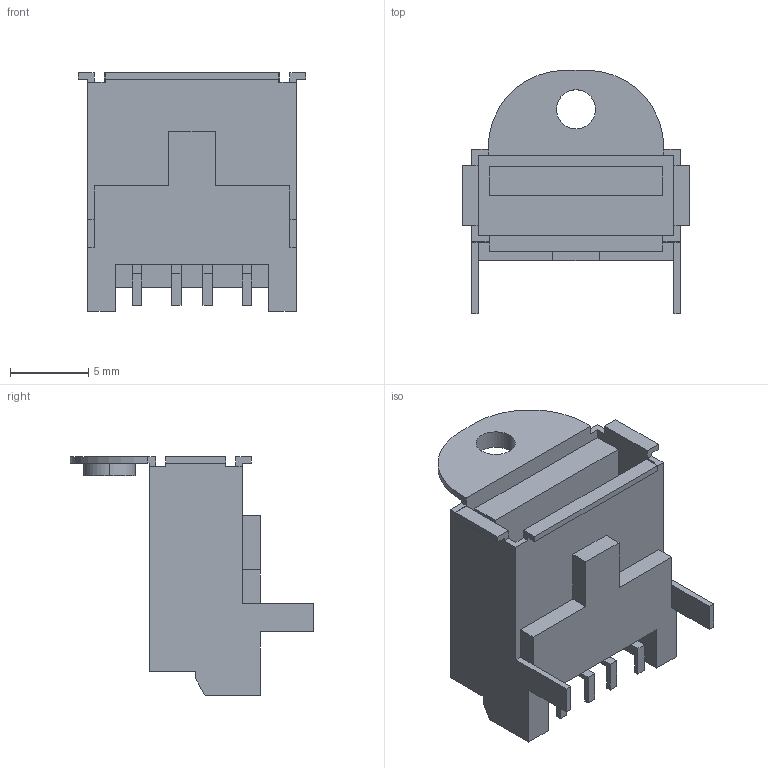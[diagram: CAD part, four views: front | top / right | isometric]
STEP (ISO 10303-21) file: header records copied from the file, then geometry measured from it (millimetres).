
FILE_DESCRIPTION (( 'STEP AP214' ), '1' );
FILE_NAME ('UBA-4R-S14C-4S.STEP', '2010-06-10T07:28:06', ( ' ' ), ( ' ' ), 'SwSTEP 2.0', 'SolidWorks 2005235', '' );
FILE_SCHEMA (( 'AUTOMOTIVE_DESIGN' ));
Length unit declared in the file: millimetre
Products named in the file (1): UBA-4R-S14C-4S
Bounding box: 14.5 x 15.53 x 15.22 mm (x, y, z)
Volume: 749.5 mm3; surface area: 1527.6 mm2
Topology: 1 solids, 1 shells, 108 faces, 298 edges, 198 vertices
Faces by surface type: plane 102, cylinder 6
Entity records: 3669 total; most frequent: CARTESIAN_POINT 605, ORIENTED_EDGE 596, DIRECTION 528, EDGE_CURVE 298, LINE 286, VECTOR 286, VERTEX_POINT 198, AXIS2_PLACEMENT_3D 121
